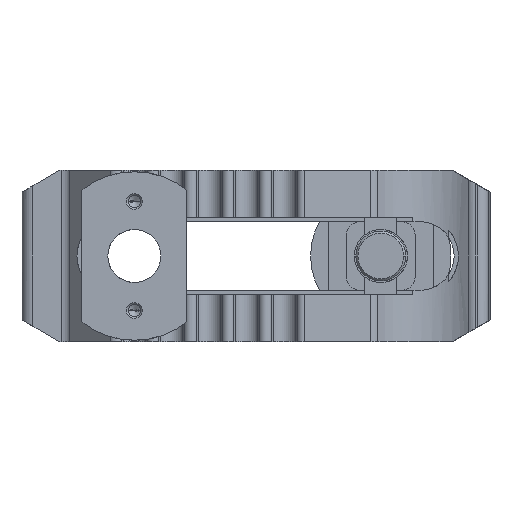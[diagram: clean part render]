
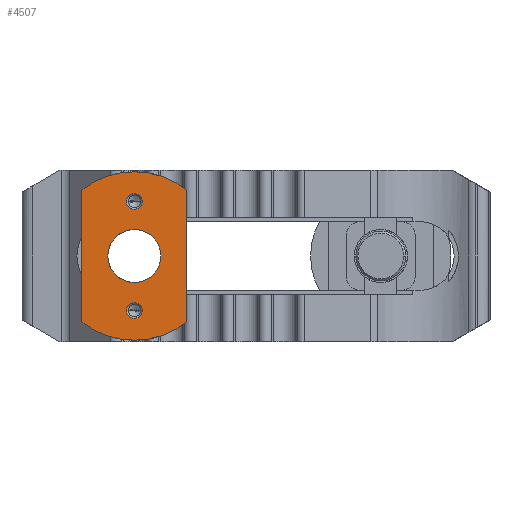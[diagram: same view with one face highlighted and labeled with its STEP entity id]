
A CAD part, front view. The second image highlights one B-rep face of the part: STEP entity #4507.
In plain terms, the highlighted planar face has unit normal (0, -1, 0).
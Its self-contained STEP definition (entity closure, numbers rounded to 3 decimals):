
#1749=VERTEX_POINT('',#5035);
#1953=VERTEX_POINT('',#5262);
#2269=EDGE_CURVE('',#3297,#4427,#5611,.T.);
#2271=EDGE_CURVE('',#1953,#3759,#5613,.T.);
#2725=EDGE_CURVE('',#4427,#3297,#6113,.T.);
#2781=VERTEX_POINT('',#6172);
#2829=VERTEX_POINT('',#6225);
#2891=VERTEX_POINT('',#6294);
#3101=EDGE_CURVE('',#2891,#2829,#6529,.T.);
#3297=VERTEX_POINT('',#6746);
#3557=EDGE_CURVE('',#1749,#4307,#7031,.T.);
#3563=EDGE_CURVE('',#1749,#2829,#7037,.T.);
#3759=VERTEX_POINT('',#7250);
#3787=VERTEX_POINT('',#7281);
#4287=EDGE_CURVE('',#3787,#2781,#7820,.T.);
#4307=VERTEX_POINT('',#7843);
#4311=EDGE_CURVE('',#2781,#3787,#7847,.T.);
#4427=VERTEX_POINT('',#7973);
#4499=EDGE_CURVE('',#4307,#2891,#8050,.T.);
#4507=ADVANCED_FACE('',(#8058,#8059,#8060,#8061),#8062,.T.);
#4805=EDGE_CURVE('',#3759,#1953,#8392,.T.);
#5035=CARTESIAN_POINT('',(-16.8,0.0,21.137));
#5262=CARTESIAN_POINT('',(8.5,0.0,0.));
#5611=CIRCLE('',#9607,2.5);
#5613=CIRCLE('',#9610,8.5);
#6113=CIRCLE('',#10327,2.5);
#6172=CARTESIAN_POINT('',(-2.5,0.,17.5));
#6225=CARTESIAN_POINT('',(-16.8,0.0,-21.137));
#6294=CARTESIAN_POINT('',(16.8,0.0,-21.137));
#6529=CIRCLE('',#11005,27.0);
#6746=CARTESIAN_POINT('',(-2.5,0.0,-17.5));
#7031=CIRCLE('',#11765,27.0);
#7037=LINE('',#11774,#11775);
#7250=CARTESIAN_POINT('',(-8.5,0.,0.));
#7281=CARTESIAN_POINT('',(2.5,0.0,17.5));
#7820=CIRCLE('',#12960,2.5);
#7843=CARTESIAN_POINT('',(16.8,0.0,21.137));
#7847=CIRCLE('',#12994,2.5);
#7973=CARTESIAN_POINT('',(2.5,0.,-17.5));
#8050=LINE('',#13320,#13321);
#8058=FACE_BOUND('',#13333,.T.);
#8059=FACE_BOUND('',#13334,.T.);
#8060=FACE_BOUND('',#13335,.T.);
#8061=FACE_OUTER_BOUND('',#13336,.T.);
#8062=PLANE('',#13337);
#8392=CIRCLE('',#13811,8.5);
#9607=AXIS2_PLACEMENT_3D('',#14775,#14776,#14777);
#9610=AXIS2_PLACEMENT_3D('',#14778,#14779,#14780);
#10327=AXIS2_PLACEMENT_3D('',#15373,#15374,#15375);
#11005=AXIS2_PLACEMENT_3D('',#15861,#15862,#15863);
#11765=AXIS2_PLACEMENT_3D('',#16479,#16480,#16481);
#11774=CARTESIAN_POINT('',(-16.8,0.0,28.0));
#11775=VECTOR('',#16488,1.0);
#12960=AXIS2_PLACEMENT_3D('',#17286,#17287,#17288);
#12994=AXIS2_PLACEMENT_3D('',#17316,#17317,#17318);
#13320=CARTESIAN_POINT('',(16.8,0.0,28.0));
#13321=VECTOR('',#17577,1.0);
#13333=EDGE_LOOP('',(#17581,#17582));
#13334=EDGE_LOOP('',(#17583,#17584));
#13335=EDGE_LOOP('',(#17585,#17586));
#13336=EDGE_LOOP('',(#17587,#17588,#17589,#17590));
#13337=AXIS2_PLACEMENT_3D('',#17591,#17592,#17593);
#13811=AXIS2_PLACEMENT_3D('',#17996,#17997,#17998);
#14775=CARTESIAN_POINT('',(0.0,0.0,-17.5));
#14776=DIRECTION('',(0.,1.0,0.));
#14777=DIRECTION('',(-1.0,0.,0.));
#14778=CARTESIAN_POINT('',(0.0,0.0,0.0));
#14779=DIRECTION('',(0.,1.0,0.));
#14780=DIRECTION('',(-1.0,0.,0.));
#15373=CARTESIAN_POINT('',(0.0,0.0,-17.5));
#15374=DIRECTION('',(0.,1.0,0.));
#15375=DIRECTION('',(-1.0,0.,0.));
#15861=CARTESIAN_POINT('',(0.0,0.0,0.0));
#15862=DIRECTION('',(0.,1.0,0.));
#15863=DIRECTION('',(-1.0,0.,0.));
#16479=CARTESIAN_POINT('',(0.0,0.0,0.0));
#16480=DIRECTION('',(0.,1.0,0.));
#16481=DIRECTION('',(-1.0,0.,0.));
#16488=DIRECTION('',(0.0,0.,-1.0));
#17286=CARTESIAN_POINT('',(0.0,0.0,17.5));
#17287=DIRECTION('',(0.,1.0,0.));
#17288=DIRECTION('',(1.0,0.,0.));
#17316=CARTESIAN_POINT('',(0.0,0.0,17.5));
#17317=DIRECTION('',(0.,1.0,0.));
#17318=DIRECTION('',(1.0,0.,0.));
#17577=DIRECTION('',(0.0,0.,-1.0));
#17581=ORIENTED_EDGE('',*,*,#2269,.T.);
#17582=ORIENTED_EDGE('',*,*,#2725,.T.);
#17583=ORIENTED_EDGE('',*,*,#4287,.T.);
#17584=ORIENTED_EDGE('',*,*,#4311,.T.);
#17585=ORIENTED_EDGE('',*,*,#2271,.T.);
#17586=ORIENTED_EDGE('',*,*,#4805,.T.);
#17587=ORIENTED_EDGE('',*,*,#3557,.F.);
#17588=ORIENTED_EDGE('',*,*,#3563,.T.);
#17589=ORIENTED_EDGE('',*,*,#3101,.F.);
#17590=ORIENTED_EDGE('',*,*,#4499,.F.);
#17591=CARTESIAN_POINT('',(-16.8,0.0,28.0));
#17592=DIRECTION('',(0.,-1.0,0.));
#17593=DIRECTION('',(-1.0,0.,0.));
#17996=CARTESIAN_POINT('',(0.0,0.0,0.0));
#17997=DIRECTION('',(0.,1.0,0.));
#17998=DIRECTION('',(-1.0,0.,0.));
